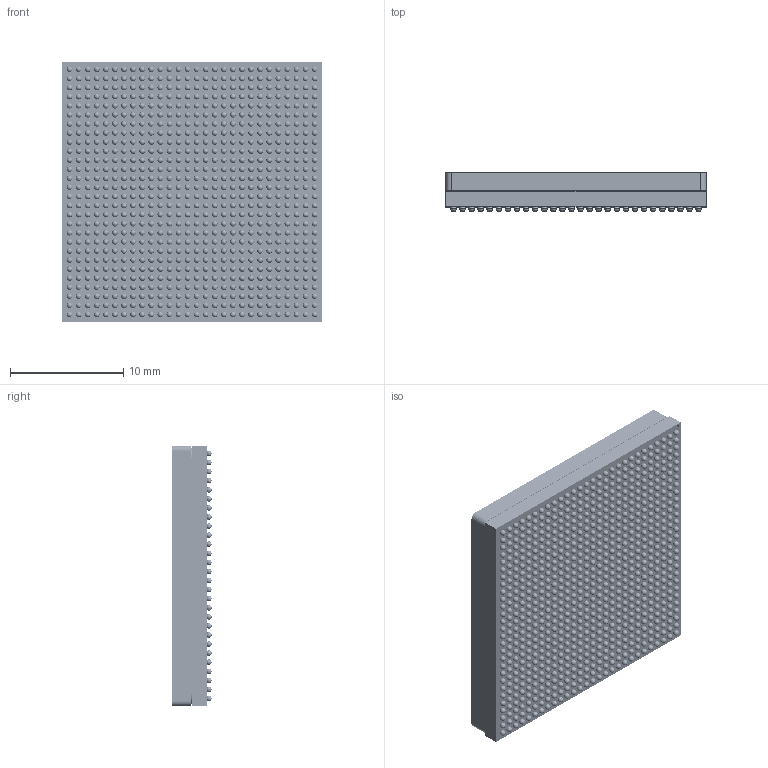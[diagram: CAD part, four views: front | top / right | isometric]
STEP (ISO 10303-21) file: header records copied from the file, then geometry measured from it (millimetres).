
FILE_DESCRIPTION((''),'2;1');
FILE_NAME('00_OBG0164_VE2302-NSVF1369_ASM_ASM','2021-12-14T10:27:55',('dino'),(''),'CREO PARAMETRIC BY PTC INC, 2020342','CREO PARAMETRIC BY PTC INC, 2020342','');
FILE_SCHEMA(('AUTOMOTIVE_DESIGN { 1 0 10303 214 1 1 1 1 }'));
Length unit declared in the file: millimetre
Products named in the file (7): SUBSTRATE__1; ADHESIVE__1; LID_1; BGA_1; BGA_ASSY_ASM_1_ASM; 00_OBG0164_VE2302-NSVF1369_ASM__ASM; 00_OBG0164_VE2302-NSVF1369_ASM_ASM
Assembly tree (789 placements, depth 4):
  00_OBG0164_VE2302-NSVF1369_ASM_ASM
    00_OBG0164_VE2302-NSVF1369_ASM__ASM
      SUBSTRATE__1
      ADHESIVE__1
      LID_1
      BGA_ASSY_ASM_1_ASM
        BGA_1  x784
Bounding box: 23 x 3.46 x 23 mm (x, y, z)
Volume: 1667.1 mm3; surface area: 4034.6 mm2
Topology: 787 solids, 787 shells, 3169 faces, 9483 edges, 4754 vertices
Faces by surface type: sphere 3136, plane 23, cylinder 10
Entity records: 14205 total; most frequent: DIRECTION 3353, CARTESIAN_POINT 2560, AXIS2_PLACEMENT_3D 1649, PROPERTY_DEFINITION 826, REPRESENTATION 822, PROPERTY_DEFINITION_REPRESENTATION 822, PRODUCT_DEFINITION_SHAPE 796, ITEM_DEFINED_TRANSFORMATION 789
